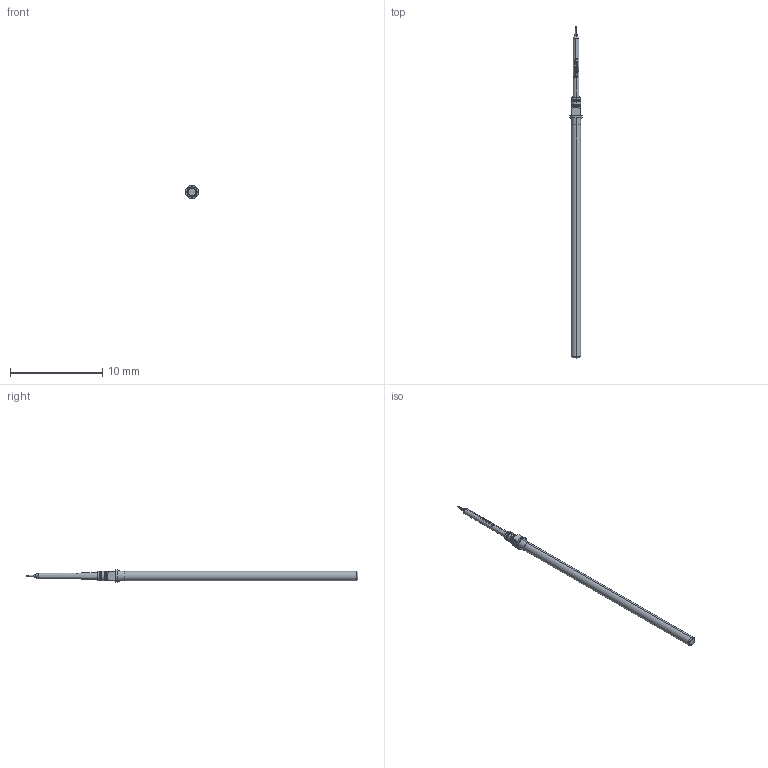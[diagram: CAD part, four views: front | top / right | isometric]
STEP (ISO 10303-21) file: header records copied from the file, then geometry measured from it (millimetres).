
FILE_DESCRIPTION (( 'STEP AP203' ), '1' );
FILE_NAME ('INGUN_GKS-075_231_064_A_xx02_M.STEP', '2021-09-29T05:32:48', ( 'ochi' ), ( '' ), 'SwSTEP 2.0', 'SolidWorks 2018', '' );
FILE_SCHEMA (( 'CONFIG_CONTROL_DESIGN' ));
Length unit declared in the file: millimetre
Products named in the file (1): INGUN_GKS-075_231_064_A_xx02_M
Bounding box: 1.4 x 35.9 x 1.4 mm (x, y, z)
Volume: 24.6 mm3; surface area: 105.9 mm2
Topology: 1 solids, 1 shells, 110 faces, 287 edges, 180 vertices
Faces by surface type: bspline 51, cone 28, plane 11, torus 10, cylinder 10
Entity records: 4393 total; most frequent: CARTESIAN_POINT 2104, ORIENTED_EDGE 570, EDGE_CURVE 285, DIRECTION 280, B_SPLINE_CURVE_WITH_KNOTS 183, VERTEX_POINT 180, AXIS2_PLACEMENT_3D 118, EDGE_LOOP 113
